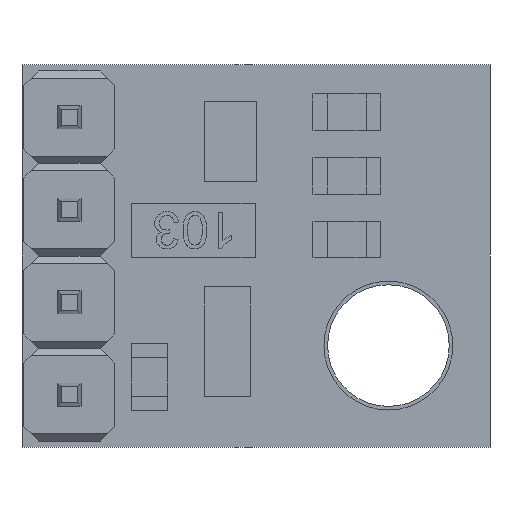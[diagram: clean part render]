
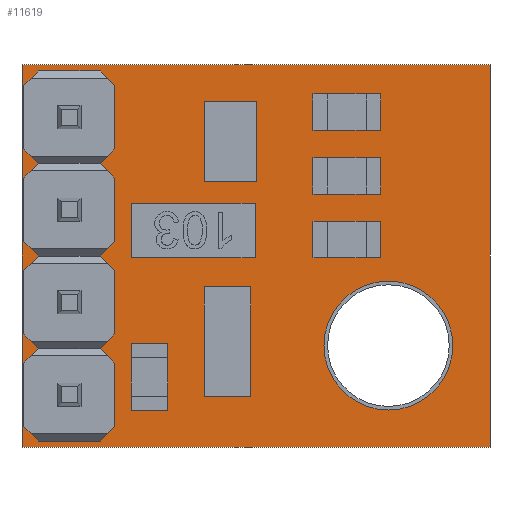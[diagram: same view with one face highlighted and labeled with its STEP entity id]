
A CAD part, front view. The second image highlights one B-rep face of the part: STEP entity #11619.
In plain terms, the highlighted planar face has unit normal (0, -1, 0).
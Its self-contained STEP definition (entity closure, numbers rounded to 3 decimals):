
#613=FACE_BOUND('',#1824,.T.);
#614=FACE_BOUND('',#1825,.T.);
#615=FACE_BOUND('',#1826,.T.);
#616=FACE_BOUND('',#1827,.T.);
#617=FACE_BOUND('',#1828,.T.);
#661=PLANE('',#12355);
#1170=FACE_OUTER_BOUND('',#1823,.T.);
#1823=EDGE_LOOP('',(#8225,#8226,#8227,#8228));
#1824=EDGE_LOOP('',(#8229));
#1825=EDGE_LOOP('',(#8230));
#1826=EDGE_LOOP('',(#8231));
#1827=EDGE_LOOP('',(#8232));
#1828=EDGE_LOOP('',(#8233));
#2509=LINE('',#16078,#3879);
#2513=LINE('',#16086,#3883);
#2516=LINE('',#16092,#3886);
#2519=LINE('',#16097,#3889);
#3879=VECTOR('',#13154,10.);
#3883=VECTOR('',#13160,10.);
#3886=VECTOR('',#13165,10.);
#3889=VECTOR('',#13170,10.);
#5245=CIRCLE('',#12337,0.8);
#5247=CIRCLE('',#12340,0.8);
#5249=CIRCLE('',#12343,0.8);
#5251=CIRCLE('',#12346,1.77);
#5253=CIRCLE('',#12349,0.8);
#5407=VERTEX_POINT('',#16048);
#5409=VERTEX_POINT('',#16054);
#5411=VERTEX_POINT('',#16060);
#5413=VERTEX_POINT('',#16066);
#5415=VERTEX_POINT('',#16072);
#5416=VERTEX_POINT('',#16076);
#5417=VERTEX_POINT('',#16077);
#5420=VERTEX_POINT('',#16085);
#5422=VERTEX_POINT('',#16091);
#6508=EDGE_CURVE('',#5407,#5407,#5245,.T.);
#6511=EDGE_CURVE('',#5409,#5409,#5247,.T.);
#6514=EDGE_CURVE('',#5411,#5411,#5249,.T.);
#6517=EDGE_CURVE('',#5413,#5413,#5251,.T.);
#6520=EDGE_CURVE('',#5415,#5415,#5253,.T.);
#6521=EDGE_CURVE('',#5416,#5417,#2509,.T.);
#6525=EDGE_CURVE('',#5417,#5420,#2513,.T.);
#6528=EDGE_CURVE('',#5420,#5422,#2516,.T.);
#6531=EDGE_CURVE('',#5422,#5416,#2519,.T.);
#8225=ORIENTED_EDGE('',*,*,#6531,.T.);
#8226=ORIENTED_EDGE('',*,*,#6521,.T.);
#8227=ORIENTED_EDGE('',*,*,#6525,.T.);
#8228=ORIENTED_EDGE('',*,*,#6528,.T.);
#8229=ORIENTED_EDGE('',*,*,#6508,.T.);
#8230=ORIENTED_EDGE('',*,*,#6511,.T.);
#8231=ORIENTED_EDGE('',*,*,#6514,.T.);
#8232=ORIENTED_EDGE('',*,*,#6517,.T.);
#8233=ORIENTED_EDGE('',*,*,#6520,.T.);
#11619=ADVANCED_FACE('',(#1170,#613,#614,#615,#616,#617),#661,.F.);
#12337=AXIS2_PLACEMENT_3D('',#16050,#13122,#13123);
#12340=AXIS2_PLACEMENT_3D('',#16056,#13129,#13130);
#12343=AXIS2_PLACEMENT_3D('',#16062,#13136,#13137);
#12346=AXIS2_PLACEMENT_3D('',#16068,#13143,#13144);
#12349=AXIS2_PLACEMENT_3D('',#16074,#13150,#13151);
#12355=AXIS2_PLACEMENT_3D('',#16100,#13174,#13175);
#13122=DIRECTION('center_axis',(0.,1.,0.));
#13123=DIRECTION('ref_axis',(-1.,0.,0.));
#13129=DIRECTION('center_axis',(0.,1.,0.));
#13130=DIRECTION('ref_axis',(-1.,0.,0.));
#13136=DIRECTION('center_axis',(0.,1.,0.));
#13137=DIRECTION('ref_axis',(-1.,0.,0.));
#13143=DIRECTION('center_axis',(0.,1.,0.));
#13144=DIRECTION('ref_axis',(-1.,0.,0.));
#13150=DIRECTION('center_axis',(0.,1.,0.));
#13151=DIRECTION('ref_axis',(-1.,0.,0.));
#13154=DIRECTION('',(0.,0.,-1.));
#13160=DIRECTION('',(1.,0.,0.));
#13165=DIRECTION('',(0.,0.,1.));
#13170=DIRECTION('',(-1.,0.,0.));
#13174=DIRECTION('center_axis',(0.,1.,0.));
#13175=DIRECTION('ref_axis',(1.,0.,0.));
#16048=CARTESIAN_POINT('',(-4.325,0.,3.81));
#16050=CARTESIAN_POINT('Origin',(-5.125,0.,3.81));
#16054=CARTESIAN_POINT('',(-4.325,0.,-3.81));
#16056=CARTESIAN_POINT('Origin',(-5.125,0.,-3.81));
#16060=CARTESIAN_POINT('',(-4.325,0.,1.27));
#16062=CARTESIAN_POINT('Origin',(-5.125,0.,1.27));
#16066=CARTESIAN_POINT('',(5.405,0.,-2.46));
#16068=CARTESIAN_POINT('Origin',(3.635,0.,-2.46));
#16072=CARTESIAN_POINT('',(-4.325,0.,-1.27));
#16074=CARTESIAN_POINT('Origin',(-5.125,0.,-1.27));
#16076=CARTESIAN_POINT('',(-6.425,0.,5.25));
#16077=CARTESIAN_POINT('',(-6.425,0.,-5.25));
#16078=CARTESIAN_POINT('',(-6.425,0.,5.25));
#16085=CARTESIAN_POINT('',(6.425,0.,-5.25));
#16086=CARTESIAN_POINT('',(-6.425,0.,-5.25));
#16091=CARTESIAN_POINT('',(6.425,0.,5.25));
#16092=CARTESIAN_POINT('',(6.425,0.,-5.25));
#16097=CARTESIAN_POINT('',(6.425,0.,5.25));
#16100=CARTESIAN_POINT('Origin',(0.,0.,0.));
